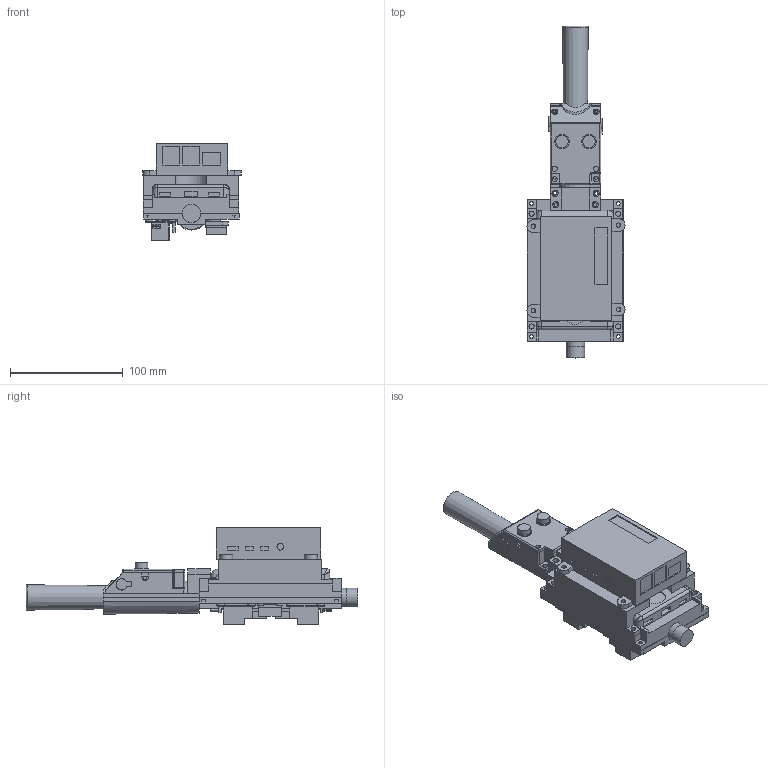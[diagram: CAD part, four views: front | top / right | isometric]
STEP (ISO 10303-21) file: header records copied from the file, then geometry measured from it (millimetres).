
FILE_DESCRIPTION(/* description */ ('','CAx-IF Rec.Pracs.---Representation and Presentation of Product Manufacturing Information (PMI)---4.0---2014-10-13'),/* implementation_level */ '2;1');
FILE_NAME(/* name */ 'SmartCaneAssembly.step',/* time_stamp */ '2025-04-07T11:36:45-04:00',/* author */ (''),/* organization */ (''),/* preprocessor_version */ 'ST-DEVELOPER v20',/* originating_system */ 'Autodesk Translation Framework v13.20.0.188',/* authorisation */ '');
FILE_SCHEMA (('AP242_MANAGED_MODEL_BASED_3D_ENGINEERING_MIM_LF { 1 0 10303 442 1 1 4 }'));
Length unit declared in the file: millimetre
Products named in the file (21): Assembly; Cane Handle; Adapter; Cane Stem Holder; Cane Stem; TopHolder; Power Bank; TopClamp; Gyro Sensor; BottomHolder; Rpi0Holder; Relay; Raspberry Pi; Wago5; Cane Button Interface; TopHolder_1; Button; BottomHolder_1; Base; TopLayer; VibrationMotor
Assembly tree (25 placements, depth 3):
  Assembly
    Cane Stem
    Cane Handle
    Adapter
    Cane Stem Holder
      Cane Stem
      TopHolder
      Power Bank
      TopClamp
      Gyro Sensor
      BottomHolder
      Rpi0Holder
      Relay  x2
      Raspberry Pi
      Wago5  x2
    Cane Button Interface
      TopHolder_1
      Button  x2
      BottomHolder_1
      Base
      TopLayer
      VibrationMotor  x2
Bounding box: 87.2 x 295 x 85.94 mm (x, y, z)
Volume: 732454 mm3; surface area: 211729.6 mm2
Topology: 25 solids, 25 shells, 746 faces, 1770 edges, 1157 vertices
Faces by surface type: plane 532, cylinder 174, bspline 16, cone 15, sphere 6, torus 3
Full cylindrical faces by diameter (mm): 2 x4, 3 x10, 3.2 x14, 3.3 x8, 4 x4, 4.6 x40, 5.5 x8, 6 x1, 6.6 x12, 8.1 x2, 8.6 x2, 11.2 x2, 12.6 x2, 12.8 x2, 16.2 x2, 20 x1
Entity records: 20507 total; most frequent: CARTESIAN_POINT 3822, DIRECTION 3348, ORIENTED_EDGE 3208, EDGE_CURVE 1604, LINE 1206, VECTOR 1206, AXIS2_PLACEMENT_3D 1071, VERTEX_POINT 1049
